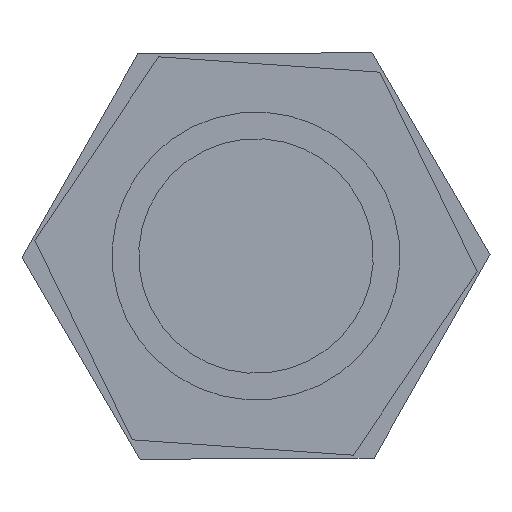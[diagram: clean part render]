
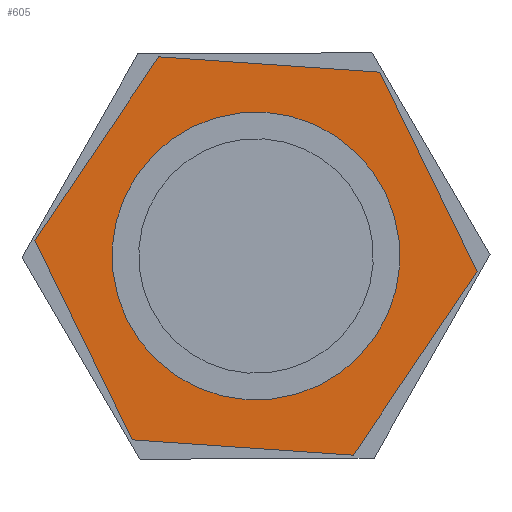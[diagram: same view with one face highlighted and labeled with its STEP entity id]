
A CAD part, front view. The second image highlights one B-rep face of the part: STEP entity #605.
In plain terms, the highlighted face is planar.
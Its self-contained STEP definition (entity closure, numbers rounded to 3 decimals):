
#36=LINE('',#1254,#72);
#37=LINE('',#1257,#73);
#38=LINE('',#1259,#74);
#39=LINE('',#1261,#75);
#40=LINE('',#1263,#76);
#41=LINE('',#1265,#77);
#72=VECTOR('',#1081,1000.);
#73=VECTOR('',#1082,1000.);
#74=VECTOR('',#1083,1000.);
#75=VECTOR('',#1084,1000.);
#76=VECTOR('',#1085,1000.);
#77=VECTOR('',#1086,1000.);
#197=ORIENTED_EDGE('',*,*,#293,.T.);
#198=ORIENTED_EDGE('',*,*,#294,.F.);
#199=ORIENTED_EDGE('',*,*,#295,.F.);
#200=ORIENTED_EDGE('',*,*,#296,.F.);
#201=ORIENTED_EDGE('',*,*,#297,.F.);
#202=ORIENTED_EDGE('',*,*,#298,.F.);
#203=ORIENTED_EDGE('',*,*,#299,.F.);
#293=EDGE_CURVE('',#352,#352,#393,.T.);
#294=EDGE_CURVE('',#353,#354,#36,.T.);
#295=EDGE_CURVE('',#355,#353,#37,.T.);
#296=EDGE_CURVE('',#356,#355,#38,.T.);
#297=EDGE_CURVE('',#357,#356,#39,.T.);
#298=EDGE_CURVE('',#358,#357,#40,.T.);
#299=EDGE_CURVE('',#354,#358,#41,.T.);
#352=VERTEX_POINT('',#1253);
#353=VERTEX_POINT('',#1255);
#354=VERTEX_POINT('',#1256);
#355=VERTEX_POINT('',#1258);
#356=VERTEX_POINT('',#1260);
#357=VERTEX_POINT('',#1262);
#358=VERTEX_POINT('',#1264);
#393=CIRCLE('',#930,12.25);
#446=EDGE_LOOP('',(#197));
#447=EDGE_LOOP('',(#198,#199,#200,#201,#202,#203));
#520=FACE_BOUND('',#446,.T.);
#521=FACE_BOUND('',#447,.T.);
#566=PLANE('',#929);
#605=ADVANCED_FACE('',(#520,#521),#566,.F.);
#929=AXIS2_PLACEMENT_3D('',#1251,#1077,#1078);
#930=AXIS2_PLACEMENT_3D('',#1252,#1079,#1080);
#1077=DIRECTION('',(0.,-1.,0.));
#1078=DIRECTION('',(0.,0.,-1.));
#1079=DIRECTION('',(0.,-1.,0.));
#1080=DIRECTION('',(-1.,0.,0.));
#1081=DIRECTION('',(1.,0.,0.));
#1082=DIRECTION('',(0.5,0.,-0.866));
#1083=DIRECTION('',(-0.5,0.,-0.866));
#1084=DIRECTION('',(-1.,0.,0.));
#1085=DIRECTION('',(-0.5,0.,0.866));
#1086=DIRECTION('',(0.5,0.,0.866));
#1251=CARTESIAN_POINT('',(0.,9.,0.));
#1252=CARTESIAN_POINT('',(0.,9.,0.));
#1253=CARTESIAN_POINT('',(-12.25,9.,0.));
#1254=CARTESIAN_POINT('',(0.,9.,-18.));
#1255=CARTESIAN_POINT('',(-10.392,9.,-18.));
#1256=CARTESIAN_POINT('',(10.392,9.,-18.));
#1257=CARTESIAN_POINT('',(-15.588,9.,-9.));
#1258=CARTESIAN_POINT('',(-20.785,9.,0.));
#1259=CARTESIAN_POINT('',(-15.588,9.,9.));
#1260=CARTESIAN_POINT('',(-10.392,9.,18.));
#1261=CARTESIAN_POINT('',(0.,9.,18.));
#1262=CARTESIAN_POINT('',(10.392,9.,18.));
#1263=CARTESIAN_POINT('',(15.588,9.,9.));
#1264=CARTESIAN_POINT('',(20.785,9.,0.));
#1265=CARTESIAN_POINT('',(15.588,9.,-9.));
